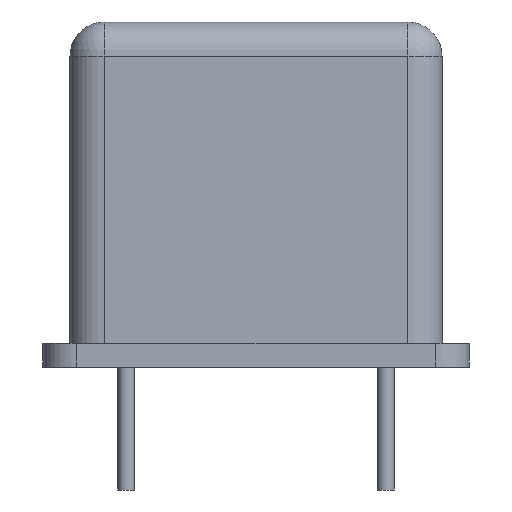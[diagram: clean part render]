
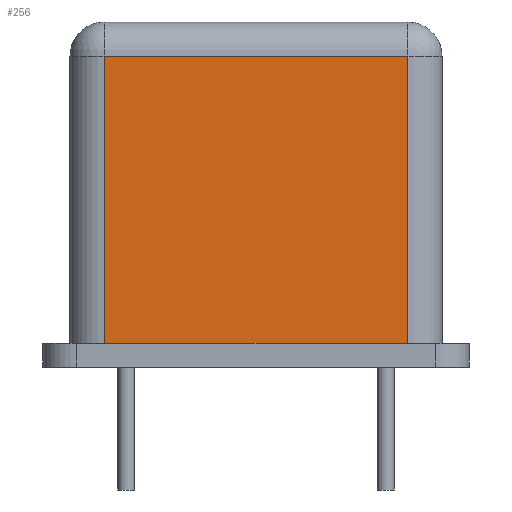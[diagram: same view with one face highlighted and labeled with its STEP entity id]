
A CAD part, front view. The second image highlights one B-rep face of the part: STEP entity #256.
In plain terms, the highlighted planar face has unit normal (0, -1, 0).
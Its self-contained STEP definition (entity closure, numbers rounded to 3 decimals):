
#80 = VERTEX_POINT('',#81);
#81 = CARTESIAN_POINT('',(-0.755,-16.805,0.));
#88 = EDGE_CURVE('',#80,#89,#91,.T.);
#89 = VERTEX_POINT('',#90);
#90 = CARTESIAN_POINT('',(8.155,-16.805,0.));
#91 = LINE('',#92,#93);
#92 = CARTESIAN_POINT('',(-1.755,-16.805,0.));
#93 = VECTOR('',#94,1.);
#94 = DIRECTION('',(1.,0.,0.));
#238 = VERTEX_POINT('',#239);
#239 = CARTESIAN_POINT('',(-0.755,-16.805,9.12));
#246 = EDGE_CURVE('',#80,#238,#247,.T.);
#247 = LINE('',#248,#249);
#248 = CARTESIAN_POINT('',(-0.755,-16.805,0.));
#249 = VECTOR('',#250,1.);
#250 = DIRECTION('',(0.,0.,1.));
#256 = ADVANCED_FACE('',(#257),#275,.T.);
#257 = FACE_BOUND('',#258,.T.);
#258 = EDGE_LOOP('',(#259,#260,#268,#274));
#259 = ORIENTED_EDGE('',*,*,#88,.T.);
#260 = ORIENTED_EDGE('',*,*,#261,.T.);
#261 = EDGE_CURVE('',#89,#262,#264,.T.);
#262 = VERTEX_POINT('',#263);
#263 = CARTESIAN_POINT('',(8.155,-16.805,9.12));
#264 = LINE('',#265,#266);
#265 = CARTESIAN_POINT('',(8.155,-16.805,0.));
#266 = VECTOR('',#267,1.);
#267 = DIRECTION('',(0.,0.,1.));
#268 = ORIENTED_EDGE('',*,*,#269,.F.);
#269 = EDGE_CURVE('',#238,#262,#270,.T.);
#270 = LINE('',#271,#272);
#271 = CARTESIAN_POINT('',(-1.755,-16.805,9.12));
#272 = VECTOR('',#273,1.);
#273 = DIRECTION('',(1.,0.,0.));
#274 = ORIENTED_EDGE('',*,*,#246,.F.);
#275 = PLANE('',#276);
#276 = AXIS2_PLACEMENT_3D('',#277,#278,#279);
#277 = CARTESIAN_POINT('',(-1.755,-16.805,0.));
#278 = DIRECTION('',(0.,-1.,0.));
#279 = DIRECTION('',(0.,0.,1.));
